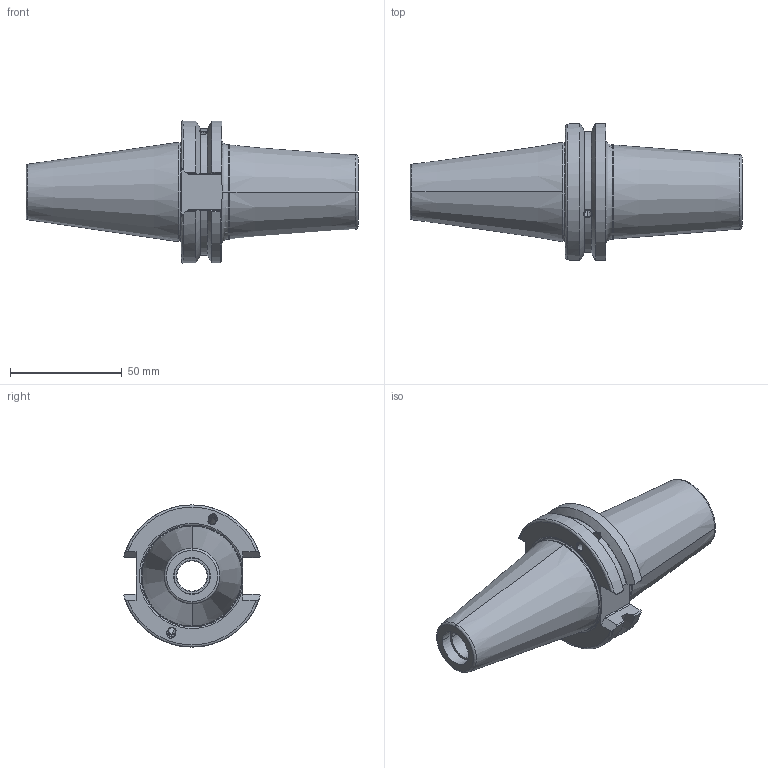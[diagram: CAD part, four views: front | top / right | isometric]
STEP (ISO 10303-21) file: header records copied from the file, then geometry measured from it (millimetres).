
FILE_DESCRIPTION((''),'2;1');
FILE_NAME('LO-CCT40ADB-SFH3_4C-3_15','2019-12-09T14:36:23',('KKK'),(''),'CREO PARAMETRIC BY PTC INC, 2018100','CREO PARAMETRIC BY PTC INC, 2018100','');
FILE_SCHEMA(('CONFIG_CONTROL_DESIGN'));
Length unit declared in the file: millimetre
Products named in the file (1): LO-CCT40ADB-SFH3_4C-3_15
Bounding box: 148.25 x 61 x 63.47 mm (x, y, z)
Volume: 153831.8 mm3; surface area: 33704.1 mm2
Topology: 1 solids, 7 shells, 145 faces, 416 edges, 275 vertices
Faces by surface type: cylinder 62, plane 49, cone 22, torus 12
Entity records: 5168 total; most frequent: CARTESIAN_POINT 1417, DIRECTION 761, ORIENTED_EDGE 756, EDGE_CURVE 410, AXIS2_PLACEMENT_3D 299, VERTEX_POINT 275, EDGE_LOOP 165, VECTOR 163
